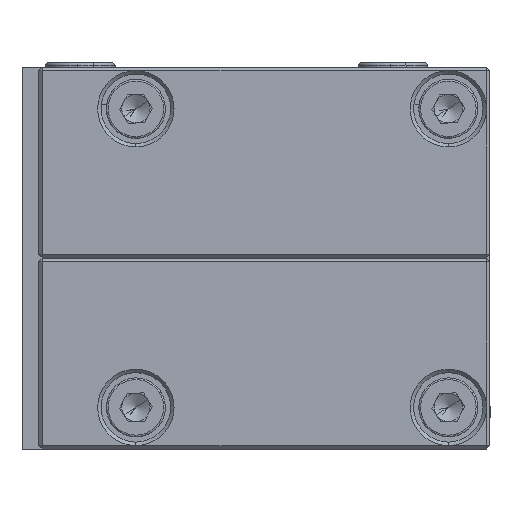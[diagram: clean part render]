
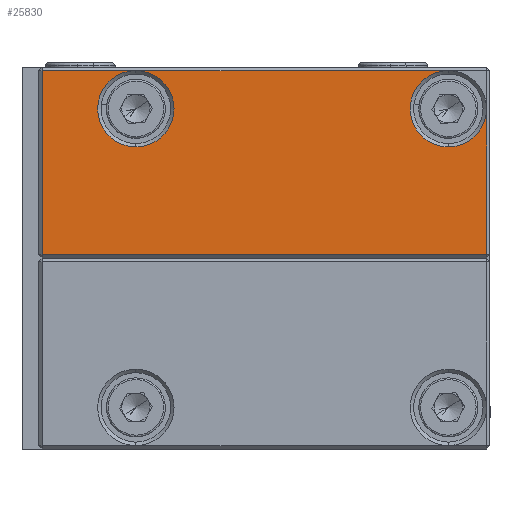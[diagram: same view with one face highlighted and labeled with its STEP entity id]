
A CAD part, left-side view. The second image highlights one B-rep face of the part: STEP entity #25830.
In plain terms, the highlighted planar face has unit normal (-1, 0, 0).
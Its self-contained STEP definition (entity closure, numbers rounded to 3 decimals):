
#3012 = CARTESIAN_POINT ( 'NONE',  ( -35., -32.5, 27.5 ) ) ;
#8059 = ORIENTED_EDGE ( 'NONE', *, *, #77234, .T. ) ;
#8906 = VERTEX_POINT ( 'NONE', #9884 ) ;
#9884 = CARTESIAN_POINT ( 'NONE',  ( -35., -32., 27. ) ) ;
#10116 = DIRECTION ( 'NONE',  ( 0., 0., 1. ) ) ;
#12165 = ORIENTED_EDGE ( 'NONE', *, *, #58012, .T. ) ;
#12271 = EDGE_CURVE ( 'NONE', #77563, #73316, #64619, .T. ) ;
#14484 = EDGE_CURVE ( 'NONE', #80652, #8906, #63188, .T. ) ;
#14945 = AXIS2_PLACEMENT_3D ( 'NONE', #30568, #68794, #36987 ) ;
#15409 = FACE_OUTER_BOUND ( 'NONE', #46751, .T. ) ;
#19974 = CARTESIAN_POINT ( 'NONE',  ( -35., -18.5, 6. ) ) ;
#20194 = DIRECTION ( 'NONE',  ( 1., 0., 0. ) ) ;
#20696 = VECTOR ( 'NONE', #82246, 1000. ) ;
#22226 = CIRCLE ( 'NONE', #14945, 5.5 ) ;
#23523 = ORIENTED_EDGE ( 'NONE', *, *, #14484, .T. ) ;
#24121 = DIRECTION ( 'NONE',  ( 0., 0., -1. ) ) ;
#25107 = CIRCLE ( 'NONE', #26349, 5.5 ) ;
#25830 = ADVANCED_FACE ( 'NONE', ( #15409 ), #79662, .F. ) ;
#26349 = AXIS2_PLACEMENT_3D ( 'NONE', #33594, #20194, #33040 ) ;
#27826 = CARTESIAN_POINT ( 'NONE',  ( -35., 26.5, 0.5 ) ) ;
#29172 = ORIENTED_EDGE ( 'NONE', *, *, #12271, .T. ) ;
#29262 = EDGE_CURVE ( 'NONE', #38811, #80271, #62973, .T. ) ;
#30473 = DIRECTION ( 'NONE',  ( 0., -1., 0. ) ) ;
#30568 = CARTESIAN_POINT ( 'NONE',  ( -35., -18.5, 6. ) ) ;
#31132 = CARTESIAN_POINT ( 'NONE',  ( -35., -32.5, 0.5 ) ) ;
#32333 = CARTESIAN_POINT ( 'NONE',  ( -35., -32., 0.5 ) ) ;
#32443 = VECTOR ( 'NONE', #42702, 1000. ) ;
#32879 = EDGE_CURVE ( 'NONE', #8906, #77563, #43402, .T. ) ;
#33040 = DIRECTION ( 'NONE',  ( 0., 0., -1. ) ) ;
#33594 = CARTESIAN_POINT ( 'NONE',  ( -35., 26.5, 6. ) ) ;
#35832 = CARTESIAN_POINT ( 'NONE',  ( -35., 26.5, 6. ) ) ;
#36623 = ORIENTED_EDGE ( 'NONE', *, *, #32879, .T. ) ;
#36987 = DIRECTION ( 'NONE',  ( 0., 0., -1. ) ) ;
#38811 = VERTEX_POINT ( 'NONE', #55624 ) ;
#39238 = DIRECTION ( 'NONE',  ( 0., 0., -1. ) ) ;
#42269 = EDGE_CURVE ( 'NONE', #80271, #38811, #22226, .T. ) ;
#42702 = DIRECTION ( 'NONE',  ( 0., 1., 0. ) ) ;
#43402 = LINE ( 'NONE', #48275, #32443 ) ;
#45256 = AXIS2_PLACEMENT_3D ( 'NONE', #35832, #55030, #24121 ) ;
#45353 = DIRECTION ( 'NONE',  ( 1., 0., 0. ) ) ;
#46018 = LINE ( 'NONE', #31132, #76951 ) ;
#46751 = EDGE_LOOP ( 'NONE', ( #66158, #68551, #12165, #23523, #36623, #29172, #8059, #65723, #77465 ) ) ;
#48275 = CARTESIAN_POINT ( 'NONE',  ( -35., 32.5, 27. ) ) ;
#50193 = VECTOR ( 'NONE', #10116, 1000. ) ;
#51909 = AXIS2_PLACEMENT_3D ( 'NONE', #3012, #59641, #59920 ) ;
#52029 = AXIS2_PLACEMENT_3D ( 'NONE', #19974, #45353, #39238 ) ;
#52189 = VECTOR ( 'NONE', #30473, 1000. ) ;
#53427 = CARTESIAN_POINT ( 'NONE',  ( -35., 32., 6. ) ) ;
#55030 = DIRECTION ( 'NONE',  ( 1., 0., 0. ) ) ;
#55624 = CARTESIAN_POINT ( 'NONE',  ( -35., -18.5, 0.5 ) ) ;
#57020 = VERTEX_POINT ( 'NONE', #71410 ) ;
#58012 = EDGE_CURVE ( 'NONE', #38811, #80652, #46018, .T. ) ;
#58145 = DIRECTION ( 'NONE',  ( 0., -1., 0. ) ) ;
#58354 = CARTESIAN_POINT ( 'NONE',  ( -35., 32., 27. ) ) ;
#59641 = DIRECTION ( 'NONE',  ( 1., 0., 0. ) ) ;
#59920 = DIRECTION ( 'NONE',  ( 0., 0., -1. ) ) ;
#59993 = CARTESIAN_POINT ( 'NONE',  ( -35., -18.5, 11.5 ) ) ;
#62588 = EDGE_CURVE ( 'NONE', #63627, #38811, #66221, .T. ) ;
#62973 = CIRCLE ( 'NONE', #52029, 5.5 ) ;
#63188 = LINE ( 'NONE', #66448, #50193 ) ;
#63627 = VERTEX_POINT ( 'NONE', #27826 ) ;
#64619 = LINE ( 'NONE', #77266, #20696 ) ;
#65723 = ORIENTED_EDGE ( 'NONE', *, *, #72669, .T. ) ;
#66158 = ORIENTED_EDGE ( 'NONE', *, *, #29262, .T. ) ;
#66221 = LINE ( 'NONE', #68701, #52189 ) ;
#66448 = CARTESIAN_POINT ( 'NONE',  ( -35., -32., 27.5 ) ) ;
#67815 = CIRCLE ( 'NONE', #45256, 5.5 ) ;
#68551 = ORIENTED_EDGE ( 'NONE', *, *, #42269, .T. ) ;
#68701 = CARTESIAN_POINT ( 'NONE',  ( -35., -32.5, 0.5 ) ) ;
#68794 = DIRECTION ( 'NONE',  ( 1., 0., 0. ) ) ;
#71410 = CARTESIAN_POINT ( 'NONE',  ( -35., 26.5, 11.5 ) ) ;
#72669 = EDGE_CURVE ( 'NONE', #57020, #63627, #25107, .T. ) ;
#73316 = VERTEX_POINT ( 'NONE', #53427 ) ;
#76951 = VECTOR ( 'NONE', #58145, 1000. ) ;
#77234 = EDGE_CURVE ( 'NONE', #73316, #57020, #67815, .T. ) ;
#77266 = CARTESIAN_POINT ( 'NONE',  ( -35., 32., 27.5 ) ) ;
#77465 = ORIENTED_EDGE ( 'NONE', *, *, #62588, .T. ) ;
#77563 = VERTEX_POINT ( 'NONE', #58354 ) ;
#79662 = PLANE ( 'NONE',  #51909 ) ;
#80271 = VERTEX_POINT ( 'NONE', #59993 ) ;
#80652 = VERTEX_POINT ( 'NONE', #32333 ) ;
#82246 = DIRECTION ( 'NONE',  ( 0., 0., -1. ) ) ;
